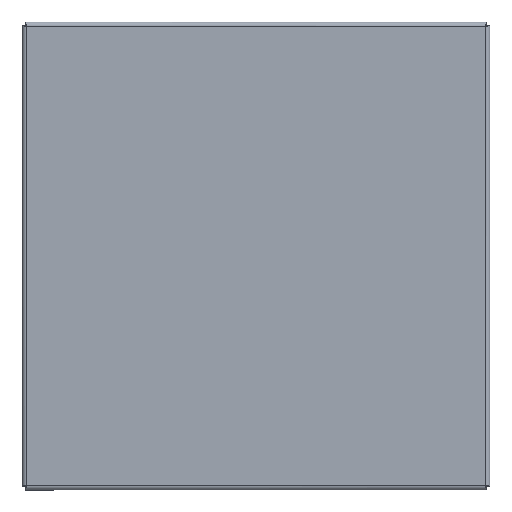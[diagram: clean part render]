
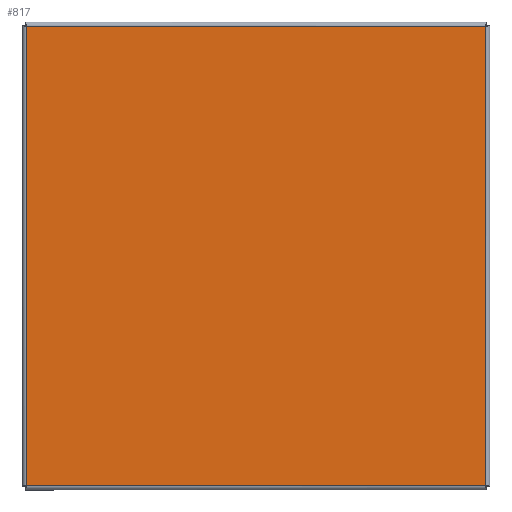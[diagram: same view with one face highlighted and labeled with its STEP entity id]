
A CAD part, top view. The second image highlights one B-rep face of the part: STEP entity #817.
In plain terms, the highlighted planar face has unit normal (0, 0, 1).
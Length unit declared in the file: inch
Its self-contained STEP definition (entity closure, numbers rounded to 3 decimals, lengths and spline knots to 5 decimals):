
#42=PLANE('',#879);
#61=LINE('',#1127,#121);
#77=LINE('',#1229,#137);
#92=LINE('',#1329,#152);
#107=LINE('',#1428,#167);
#121=VECTOR('',#946,11.7895);
#137=VECTOR('',#976,11.7895);
#152=VECTOR('',#1005,11.7895);
#167=VECTOR('',#1034,11.7895);
#256=FACE_OUTER_BOUND('',#334,.T.);
#334=EDGE_LOOP('',(#696,#697,#698,#699));
#378=VERTEX_POINT('',#1118);
#379=VERTEX_POINT('',#1126);
#390=VERTEX_POINT('',#1221);
#400=VERTEX_POINT('',#1328);
#438=EDGE_CURVE('',#379,#378,#61,.T.);
#458=EDGE_CURVE('',#378,#390,#77,.T.);
#477=EDGE_CURVE('',#400,#379,#92,.T.);
#496=EDGE_CURVE('',#390,#400,#107,.T.);
#696=ORIENTED_EDGE('',*,*,#438,.T.);
#697=ORIENTED_EDGE('',*,*,#458,.T.);
#698=ORIENTED_EDGE('',*,*,#496,.T.);
#699=ORIENTED_EDGE('',*,*,#477,.T.);
#817=ADVANCED_FACE('',(#256),#42,.T.);
#879=AXIS2_PLACEMENT_3D('',#1514,#1059,#1060);
#946=DIRECTION('',(1.,0.,0.));
#976=DIRECTION('',(0.,1.,0.));
#1005=DIRECTION('',(0.,-1.,0.));
#1034=DIRECTION('',(-1.,0.,0.));
#1059=DIRECTION('center_axis',(0.,0.,1.));
#1060=DIRECTION('ref_axis',(1.,0.,0.));
#1118=CARTESIAN_POINT('',(5.89475,-5.89475,0.074));
#1126=CARTESIAN_POINT('',(-5.89475,-5.89475,0.074));
#1127=CARTESIAN_POINT('',(-2.94738,-5.89475,0.074));
#1221=CARTESIAN_POINT('',(5.89475,5.89475,0.074));
#1229=CARTESIAN_POINT('',(5.89475,-2.94738,0.074));
#1328=CARTESIAN_POINT('',(-5.89475,5.89475,0.074));
#1329=CARTESIAN_POINT('',(-5.89475,2.94738,0.074));
#1428=CARTESIAN_POINT('',(2.94738,5.89475,0.074));
#1514=CARTESIAN_POINT('Origin',(0.,0.,
0.074));
